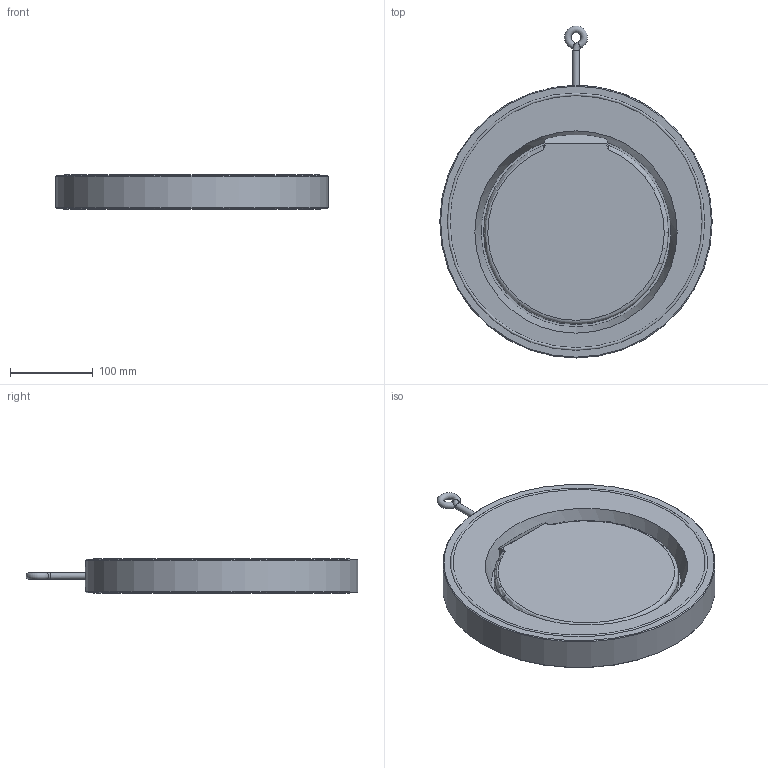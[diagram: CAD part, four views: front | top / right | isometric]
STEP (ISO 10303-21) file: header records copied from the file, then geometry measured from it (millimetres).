
FILE_DESCRIPTION (( 'STEP AP214' ), '1' );
FILE_NAME ('920-250.STEP', '2017-10-17T08:58:29', ( 'eh' ), ( 'Hewlett-Packard Company' ), 'SwSTEP 2.0', 'SolidWorks 2015', '' );
FILE_SCHEMA (( 'AUTOMOTIVE_DESIGN' ));
Length unit declared in the file: millimetre
Products named in the file (1): 920-250
Bounding box: 330 x 401.99 x 41.8 mm (x, y, z)
Volume: 2576893.2 mm3; surface area: 265238.5 mm2
Topology: 1 solids, 2 shells, 139 faces, 358 edges, 237 vertices
Faces by surface type: bspline 61, plane 44, cylinder 18, torus 11, cone 5
Full cylindrical faces by diameter (mm): 6.75 x1, 8 x1, 192 x1, 330 x1
Entity records: 16210 total; most frequent: CARTESIAN_POINT 13342, ORIENTED_EDGE 672, DIRECTION 351, EDGE_CURVE 336, VERTEX_POINT 232, B_SPLINE_CURVE_WITH_KNOTS 213, EDGE_LOOP 174, FACE_OUTER_BOUND 151
